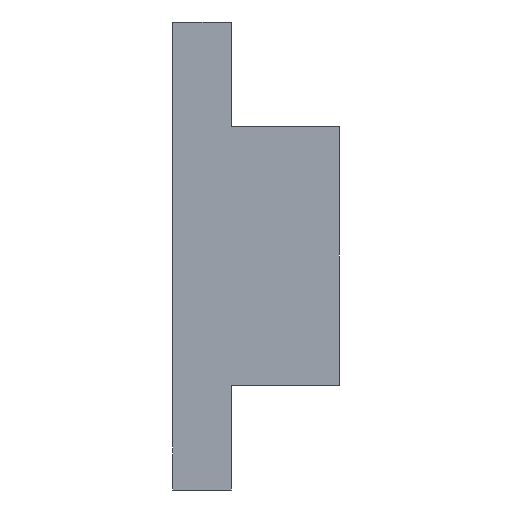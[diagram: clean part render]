
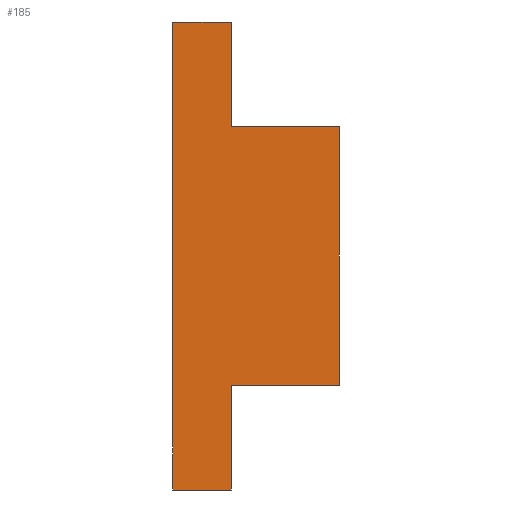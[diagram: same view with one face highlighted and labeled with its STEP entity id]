
A CAD part, left-side view. The second image highlights one B-rep face of the part: STEP entity #185.
In plain terms, the highlighted planar face has unit normal (-1, 0, 0).
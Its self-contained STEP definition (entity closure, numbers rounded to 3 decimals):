
#2 = CARTESIAN_POINT ( 'NONE',  ( -270., -10., 0. ) ) ;
#11 = CARTESIAN_POINT ( 'NONE',  ( -270., 0., -44.6 ) ) ;
#86 = DIRECTION ( 'NONE',  ( 0., 1., 0. ) ) ;
#154 = DIRECTION ( 'NONE',  ( 0., 1., 0. ) ) ;
#185 = ADVANCED_FACE ( 'NONE', ( #1525 ), #509, .T. ) ;
#205 = EDGE_CURVE ( 'NONE', #348, #289, #668, .T. ) ;
#218 = VERTEX_POINT ( 'NONE', #329 ) ;
#271 = CARTESIAN_POINT ( 'NONE',  ( -270., 0., 0. ) ) ;
#278 = EDGE_CURVE ( 'NONE', #822, #1649, #1934, .T. ) ;
#289 = VERTEX_POINT ( 'NONE', #734 ) ;
#329 = CARTESIAN_POINT ( 'NONE',  ( -270., -10., -62.6 ) ) ;
#348 = VERTEX_POINT ( 'NONE', #487 ) ;
#366 = VECTOR ( 'NONE', #1820, 1000. ) ;
#377 = EDGE_LOOP ( 'NONE', ( #466, #397, #821, #1218, #1153, #952, #875, #1894 ) ) ;
#397 = ORIENTED_EDGE ( 'NONE', *, *, #1361, .F. ) ;
#419 = VECTOR ( 'NONE', #1613, 1000. ) ;
#466 = ORIENTED_EDGE ( 'NONE', *, *, #1657, .F. ) ;
#468 = LINE ( 'NONE', #1298, #1242 ) ;
#487 = CARTESIAN_POINT ( 'NONE',  ( -270., 0., 18. ) ) ;
#490 = CARTESIAN_POINT ( 'NONE',  ( -270., -28.6, -44.6 ) ) ;
#506 = CARTESIAN_POINT ( 'NONE',  ( -270., 0., 0. ) ) ;
#509 = PLANE ( 'NONE',  #1201 ) ;
#535 = CARTESIAN_POINT ( 'NONE',  ( -270., 0., -62.6 ) ) ;
#536 = CARTESIAN_POINT ( 'NONE',  ( -270., -28.6, 0. ) ) ;
#563 = VECTOR ( 'NONE', #154, 1000. ) ;
#637 = CARTESIAN_POINT ( 'NONE',  ( -270., 0., 18. ) ) ;
#668 = LINE ( 'NONE', #637, #1437 ) ;
#680 = DIRECTION ( 'NONE',  ( -1., 0., 0. ) ) ;
#711 = DIRECTION ( 'NONE',  ( 0., 0., 1. ) ) ;
#719 = EDGE_CURVE ( 'NONE', #749, #218, #792, .T. ) ;
#720 = VECTOR ( 'NONE', #928, 1000. ) ;
#734 = CARTESIAN_POINT ( 'NONE',  ( -270., -10., 18. ) ) ;
#749 = VERTEX_POINT ( 'NONE', #1662 ) ;
#792 = LINE ( 'NONE', #1540, #366 ) ;
#821 = ORIENTED_EDGE ( 'NONE', *, *, #278, .T. ) ;
#822 = VERTEX_POINT ( 'NONE', #536 ) ;
#875 = ORIENTED_EDGE ( 'NONE', *, *, #1376, .F. ) ;
#894 = DIRECTION ( 'NONE',  ( 0., -1., 0. ) ) ;
#928 = DIRECTION ( 'NONE',  ( 0., 0., -1. ) ) ;
#952 = ORIENTED_EDGE ( 'NONE', *, *, #1790, .T. ) ;
#1101 = VECTOR ( 'NONE', #1571, 1000. ) ;
#1153 = ORIENTED_EDGE ( 'NONE', *, *, #205, .F. ) ;
#1201 = AXIS2_PLACEMENT_3D ( 'NONE', #506, #680, #711 ) ;
#1202 = CARTESIAN_POINT ( 'NONE',  ( -270., 0., -62.6 ) ) ;
#1217 = EDGE_CURVE ( 'NONE', #289, #1649, #1982, .T. ) ;
#1218 = ORIENTED_EDGE ( 'NONE', *, *, #1217, .F. ) ;
#1242 = VECTOR ( 'NONE', #1464, 1000. ) ;
#1298 = CARTESIAN_POINT ( 'NONE',  ( -270., -28.6, 0. ) ) ;
#1331 = VECTOR ( 'NONE', #86, 1000. ) ;
#1336 = LINE ( 'NONE', #535, #419 ) ;
#1361 = EDGE_CURVE ( 'NONE', #822, #1704, #468, .T. ) ;
#1376 = EDGE_CURVE ( 'NONE', #218, #1561, #1336, .T. ) ;
#1437 = VECTOR ( 'NONE', #894, 1000. ) ;
#1464 = DIRECTION ( 'NONE',  ( 0., 0., -1. ) ) ;
#1525 = FACE_OUTER_BOUND ( 'NONE', #377, .T. ) ;
#1540 = CARTESIAN_POINT ( 'NONE',  ( -270., -10., -44.6 ) ) ;
#1546 = CARTESIAN_POINT ( 'NONE',  ( -270., 0., 0. ) ) ;
#1553 = LINE ( 'NONE', #1546, #1101 ) ;
#1561 = VERTEX_POINT ( 'NONE', #1202 ) ;
#1571 = DIRECTION ( 'NONE',  ( 0., 0., -1. ) ) ;
#1613 = DIRECTION ( 'NONE',  ( 0., 1., 0. ) ) ;
#1649 = VERTEX_POINT ( 'NONE', #1664 ) ;
#1657 = EDGE_CURVE ( 'NONE', #1704, #749, #1836, .T. ) ;
#1662 = CARTESIAN_POINT ( 'NONE',  ( -270., -10., -44.6 ) ) ;
#1664 = CARTESIAN_POINT ( 'NONE',  ( -270., -10., 0. ) ) ;
#1704 = VERTEX_POINT ( 'NONE', #490 ) ;
#1790 = EDGE_CURVE ( 'NONE', #348, #1561, #1553, .T. ) ;
#1820 = DIRECTION ( 'NONE',  ( 0., 0., -1. ) ) ;
#1836 = LINE ( 'NONE', #11, #1331 ) ;
#1894 = ORIENTED_EDGE ( 'NONE', *, *, #719, .F. ) ;
#1934 = LINE ( 'NONE', #271, #563 ) ;
#1982 = LINE ( 'NONE', #2, #720 ) ;
